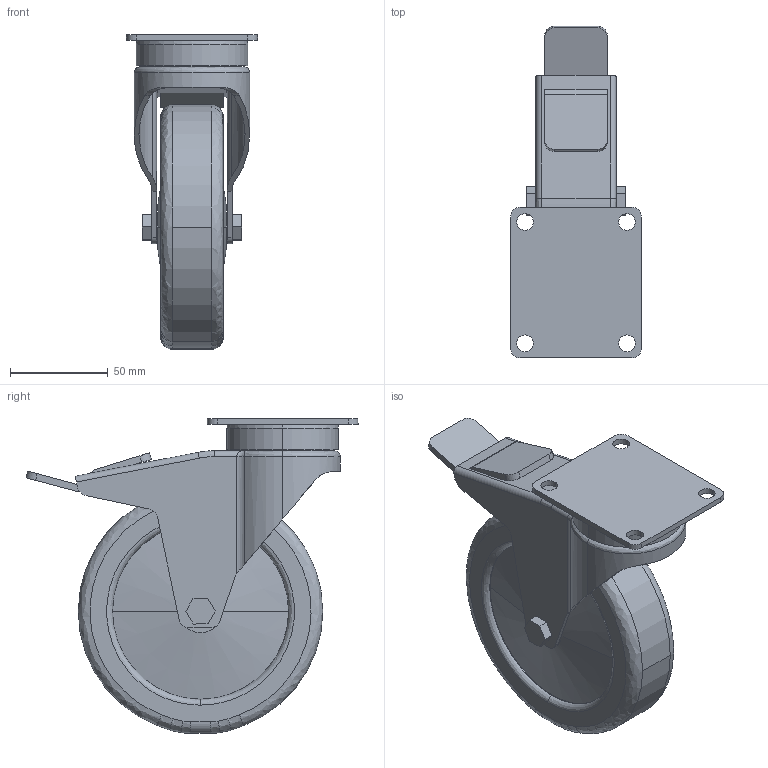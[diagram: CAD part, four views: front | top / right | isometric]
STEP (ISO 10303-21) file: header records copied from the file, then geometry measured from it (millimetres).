
FILE_DESCRIPTION (( 'STEP AP214' ), '1' );
FILE_NAME ('7420174', '2019-02-04T12:25:50', ( '' ), ('JUGARD+KÜNSTNER GmbH'), 'SwSTEP 2.0', 'SolidWorks 2017', '' );
FILE_SCHEMA (( 'AUTOMOTIVE_DESIGN' ));
Length unit declared in the file: millimetre
Products named in the file (1): 7420174_CNAJF00
Bounding box: 67 x 169.72 x 161 mm (x, y, z)
Volume: 438105.6 mm3; surface area: 88853.8 mm2
Topology: 1 solids, 1 shells, 176 faces, 451 edges, 286 vertices
Faces by surface type: cylinder 73, plane 61, bspline 38, cone 4
Entity records: 8774 total; most frequent: CARTESIAN_POINT 2705, ORIENTED_EDGE 894, DIRECTION 814, EDGE_CURVE 447, AXIS2_PLACEMENT_3D 301, VERTEX_POINT 286, LINE 212, VECTOR 212
